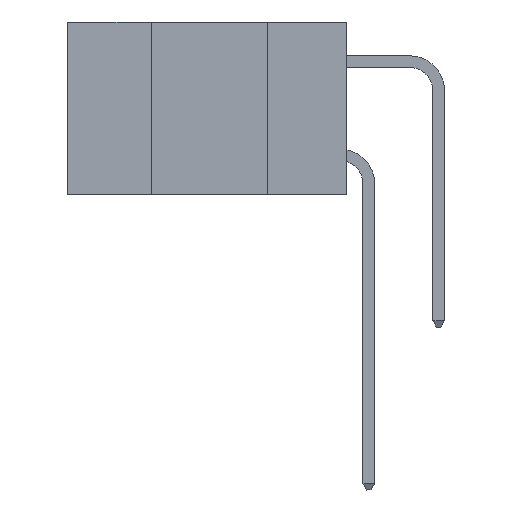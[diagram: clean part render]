
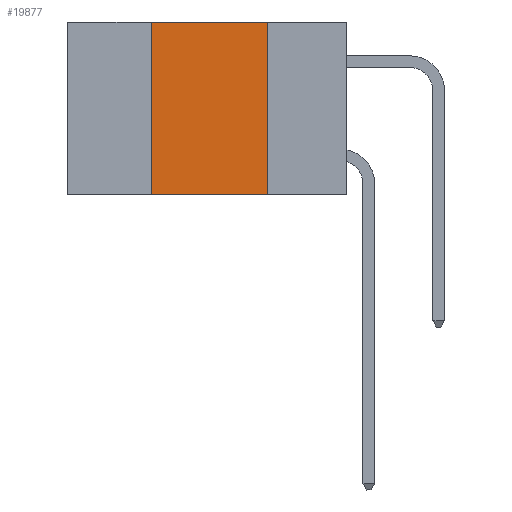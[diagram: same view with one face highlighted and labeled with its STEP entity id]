
A CAD part, left-side view. The second image highlights one B-rep face of the part: STEP entity #19877.
In plain terms, the highlighted planar face has unit normal (-1, 0, 0).
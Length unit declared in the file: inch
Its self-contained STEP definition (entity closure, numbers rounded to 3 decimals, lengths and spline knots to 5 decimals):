
#1219 = AXIS2_PLACEMENT_3D ( 'NONE', #15263, #5766, #16777 ) ;
#1270 = CARTESIAN_POINT ( 'NONE',  ( 0., 0.42, 0. ) ) ;
#2912 = DIRECTION ( 'NONE',  ( 0., 0., 1. ) ) ;
#3142 = EDGE_CURVE ( 'NONE', #6694, #16519, #9908, .T. ) ;
#3699 = CARTESIAN_POINT ( 'NONE',  ( 0., 0.6, -0.37 ) ) ;
#4196 = EDGE_CURVE ( 'NONE', #16561, #10047, #8039, .T. ) ;
#5640 = VECTOR ( 'NONE', #6920, 39.37008 ) ;
#5766 = DIRECTION ( 'NONE',  ( 1., 0., 0. ) ) ;
#6694 = VERTEX_POINT ( 'NONE', #7230 ) ;
#6920 = DIRECTION ( 'NONE',  ( 0., -1., 0. ) ) ;
#6966 = ORIENTED_EDGE ( 'NONE', *, *, #3142, .T. ) ;
#7227 = ORIENTED_EDGE ( 'NONE', *, *, #4196, .F. ) ;
#7230 = CARTESIAN_POINT ( 'NONE',  ( 0., 0.42, -0.37 ) ) ;
#7781 = EDGE_LOOP ( 'NONE', ( #12910, #7227, #8477, #6966 ) ) ;
#8039 = LINE ( 'NONE', #18803, #11648 ) ;
#8477 = ORIENTED_EDGE ( 'NONE', *, *, #14044, .F. ) ;
#9475 = DIRECTION ( 'NONE',  ( 0., -1., 0. ) ) ;
#9838 = CARTESIAN_POINT ( 'NONE',  ( 0., 0.17, -0.37 ) ) ;
#9908 = LINE ( 'NONE', #3699, #5640 ) ;
#9975 = CARTESIAN_POINT ( 'NONE',  ( 0., 0.42, 0. ) ) ;
#10047 = VERTEX_POINT ( 'NONE', #13249 ) ;
#10512 = PLANE ( 'NONE',  #1219 ) ;
#11597 = DIRECTION ( 'NONE',  ( 0., 0., -1. ) ) ;
#11648 = VECTOR ( 'NONE', #9475, 39.37008 ) ;
#12910 = ORIENTED_EDGE ( 'NONE', *, *, #13644, .F. ) ;
#13249 = CARTESIAN_POINT ( 'NONE',  ( 0., 0.17, 0. ) ) ;
#13644 = EDGE_CURVE ( 'NONE', #10047, #16519, #18136, .T. ) ;
#14044 = EDGE_CURVE ( 'NONE', #6694, #16561, #18610, .T. ) ;
#14494 = VECTOR ( 'NONE', #2912, 39.37008 ) ;
#15263 = CARTESIAN_POINT ( 'NONE',  ( 0., 0.6, 0. ) ) ;
#16519 = VERTEX_POINT ( 'NONE', #9838 ) ;
#16561 = VERTEX_POINT ( 'NONE', #9975 ) ;
#16777 = DIRECTION ( 'NONE',  ( 0., 0., -1. ) ) ;
#17662 = VECTOR ( 'NONE', #11597, 39.37008 ) ;
#18136 = LINE ( 'NONE', #19338, #17662 ) ;
#18610 = LINE ( 'NONE', #1270, #14494 ) ;
#18803 = CARTESIAN_POINT ( 'NONE',  ( 0., 0.6, 0. ) ) ;
#18957 = FACE_OUTER_BOUND ( 'NONE', #7781, .T. ) ;
#19338 = CARTESIAN_POINT ( 'NONE',  ( 0., 0.17, 0. ) ) ;
#19877 = ADVANCED_FACE ( 'NONE', ( #18957 ), #10512, .F. ) ;
